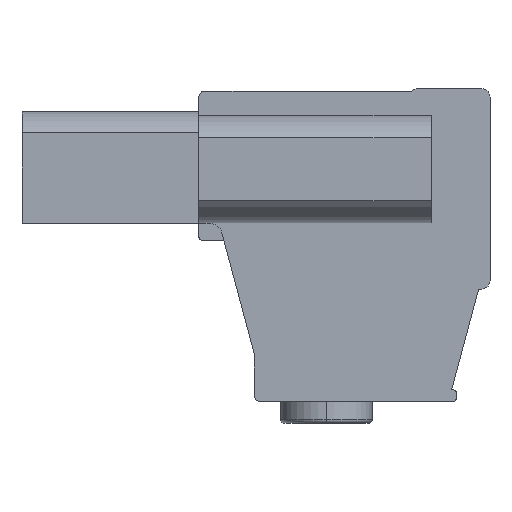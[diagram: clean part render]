
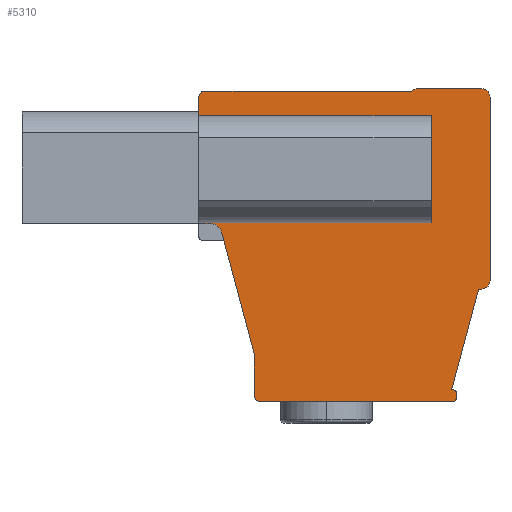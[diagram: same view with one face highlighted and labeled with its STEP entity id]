
A CAD part, front view. The second image highlights one B-rep face of the part: STEP entity #5310.
In plain terms, the highlighted planar face has unit normal (0, -1, 0).
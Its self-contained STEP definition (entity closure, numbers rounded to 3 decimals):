
#433=DIRECTION('',(0.,0.,-1.));
#434=VECTOR('',#433,1.55);
#435=CARTESIAN_POINT('',(0.,-30.32,5.8));
#436=LINE('',#435,#434);
#459=DIRECTION('',(0.,0.,-1.));
#460=VECTOR('',#459,0.05);
#461=CARTESIAN_POINT('',(0.,-30.32,-4.65));
#462=LINE('',#461,#460);
#995=DIRECTION('',(0.,0.,-1.));
#996=VECTOR('',#995,1.);
#997=CARTESIAN_POINT('',(19.3,-30.32,-3.65));
#998=LINE('',#997,#996);
#999=DIRECTION('',(-1.,0.,0.));
#1000=VECTOR('',#999,13.2);
#1001=CARTESIAN_POINT('',(19.3,-30.32,3.25));
#1002=LINE('',#1001,#1000);
#1003=DIRECTION('',(0.,0.,-1.));
#1004=VECTOR('',#1003,1.);
#1005=CARTESIAN_POINT('',(19.3,-30.32,4.25));
#1006=LINE('',#1005,#1004);
#1007=DIRECTION('',(1.,0.,0.));
#1008=VECTOR('',#1007,19.3);
#1009=CARTESIAN_POINT('',(0.,-30.32,4.25));
#1010=LINE('',#1009,#1008);
#1011=CARTESIAN_POINT('',(0.5,-30.32,5.8));
#1012=DIRECTION('',(0.,1.,0.));
#1013=DIRECTION('',(-1.,0.,0.));
#1014=AXIS2_PLACEMENT_3D('',#1011,#1012,#1013);
#1016=DIRECTION('',(1.,0.,0.));
#1017=VECTOR('',#1016,17.204);
#1018=CARTESIAN_POINT('',(0.5,-30.32,6.3));
#1019=LINE('',#1018,#1017);
#1020=DIRECTION('',(0.866,0.,0.5));
#1021=VECTOR('',#1020,0.4);
#1022=CARTESIAN_POINT('',(17.704,-30.32,6.3));
#1023=LINE('',#1022,#1021);
#1024=DIRECTION('',(1.,0.,0.));
#1025=VECTOR('',#1024,5.45);
#1026=CARTESIAN_POINT('',(18.05,-30.32,6.5));
#1027=LINE('',#1026,#1025);
#1028=CARTESIAN_POINT('',(23.5,-30.32,5.8));
#1029=DIRECTION('',(0.,1.,0.));
#1030=DIRECTION('',(0.,0.,1.));
#1031=AXIS2_PLACEMENT_3D('',#1028,#1029,#1030);
#1033=CARTESIAN_POINT('',(23.5,-30.32,-9.45));
#1034=DIRECTION('',(0.,1.,0.));
#1035=DIRECTION('',(1.,0.,0.));
#1036=AXIS2_PLACEMENT_3D('',#1033,#1034,#1035);
#1038=DIRECTION('',(-1.,0.,0.));
#1039=VECTOR('',#1038,0.25);
#1040=CARTESIAN_POINT('',(23.5,-30.32,-10.15));
#1041=LINE('',#1040,#1039);
#1042=DIRECTION('',(-0.259,0.,-0.966));
#1043=VECTOR('',#1042,8.645);
#1044=CARTESIAN_POINT('',(23.25,-30.32,-10.15));
#1045=LINE('',#1044,#1043);
#1046=DIRECTION('',(1.,0.,0.));
#1047=VECTOR('',#1046,0.087);
#1048=CARTESIAN_POINT('',(21.013,-30.32,-18.5));
#1049=LINE('',#1048,#1047);
#1050=CARTESIAN_POINT('',(21.1,-30.32,-18.8));
#1051=DIRECTION('',(0.,1.,0.));
#1052=DIRECTION('',(0.,0.,1.));
#1053=AXIS2_PLACEMENT_3D('',#1050,#1051,#1052);
#1055=DIRECTION('',(0.,0.,-1.));
#1056=VECTOR('',#1055,0.4);
#1057=CARTESIAN_POINT('',(21.4,-30.32,-18.8));
#1058=LINE('',#1057,#1056);
#1059=CARTESIAN_POINT('',(21.1,-30.32,-19.2));
#1060=DIRECTION('',(0.,1.,0.));
#1061=DIRECTION('',(1.,0.,0.));
#1062=AXIS2_PLACEMENT_3D('',#1059,#1060,#1061);
#1064=DIRECTION('',(-1.,0.,0.));
#1065=VECTOR('',#1064,16.);
#1066=CARTESIAN_POINT('',(21.1,-30.32,-19.5));
#1067=LINE('',#1066,#1065);
#1068=CARTESIAN_POINT('',(5.1,-30.32,-19.));
#1069=DIRECTION('',(0.,1.,0.));
#1070=DIRECTION('',(0.,0.,-1.));
#1071=AXIS2_PLACEMENT_3D('',#1068,#1069,#1070);
#1073=DIRECTION('',(0.,0.,1.));
#1074=VECTOR('',#1073,3.478);
#1075=CARTESIAN_POINT('',(4.6,-30.32,-19.));
#1076=LINE('',#1075,#1074);
#1077=DIRECTION('',(-0.259,0.,0.966));
#1078=VECTOR('',#1077,10.436);
#1079=CARTESIAN_POINT('',(4.6,-30.32,-15.522));
#1080=LINE('',#1079,#1078);
#1081=CARTESIAN_POINT('',(0.933,-30.32,-5.7));
#1082=DIRECTION('',(0.,-1.,0.));
#1083=DIRECTION('',(0.966,0.,0.259));
#1084=AXIS2_PLACEMENT_3D('',#1081,#1082,#1083);
#1086=DIRECTION('',(-1.,0.,0.));
#1087=VECTOR('',#1086,0.933);
#1088=CARTESIAN_POINT('',(0.933,-30.32,-4.7));
#1089=LINE('',#1088,#1087);
#1090=DIRECTION('',(1.,0.,0.));
#1091=VECTOR('',#1090,19.3);
#1092=CARTESIAN_POINT('',(0.,-30.32,-4.65));
#1093=LINE('',#1092,#1091);
#1333=DIRECTION('',(-1.,0.,0.));
#1334=VECTOR('',#1333,13.2);
#1335=CARTESIAN_POINT('',(19.3,-30.32,-3.65));
#1336=LINE('',#1335,#1334);
#1358=DIRECTION('',(0.,0.,-1.));
#1359=VECTOR('',#1358,6.9);
#1360=CARTESIAN_POINT('',(6.1,-30.32,3.25));
#1361=LINE('',#1360,#1359);
#1398=DIRECTION('',(0.,0.,1.));
#1399=VECTOR('',#1398,15.25);
#1400=CARTESIAN_POINT('',(24.2,-30.32,-9.45));
#1401=LINE('',#1400,#1399);
#3306=CARTESIAN_POINT('',(24.2,-30.32,-9.45));
#3307=CARTESIAN_POINT('',(23.5,-30.32,-10.15));
#3308=VERTEX_POINT('',#3306);
#3309=VERTEX_POINT('',#3307);
#3310=CARTESIAN_POINT('',(23.25,-30.32,-10.15));
#3311=VERTEX_POINT('',#3310);
#3312=CARTESIAN_POINT('',(21.013,-30.32,-18.5));
#3313=VERTEX_POINT('',#3312);
#3314=CARTESIAN_POINT('',(21.1,-30.32,-18.5));
#3315=VERTEX_POINT('',#3314);
#3316=CARTESIAN_POINT('',(21.4,-30.32,-18.8));
#3317=VERTEX_POINT('',#3316);
#3318=CARTESIAN_POINT('',(21.4,-30.32,-19.2));
#3319=VERTEX_POINT('',#3318);
#3320=CARTESIAN_POINT('',(21.1,-30.32,-19.5));
#3321=VERTEX_POINT('',#3320);
#3322=CARTESIAN_POINT('',(5.1,-30.32,-19.5));
#3323=VERTEX_POINT('',#3322);
#3324=CARTESIAN_POINT('',(4.6,-30.32,-19.));
#3325=VERTEX_POINT('',#3324);
#3326=CARTESIAN_POINT('',(4.6,-30.32,-15.522));
#3327=VERTEX_POINT('',#3326);
#3328=CARTESIAN_POINT('',(1.899,-30.32,-5.441));
#3329=VERTEX_POINT('',#3328);
#3330=CARTESIAN_POINT('',(0.933,-30.32,-4.7));
#3331=VERTEX_POINT('',#3330);
#3332=CARTESIAN_POINT('',(0.,-30.32,5.8));
#3333=CARTESIAN_POINT('',(0.5,-30.32,6.3));
#3334=VERTEX_POINT('',#3332);
#3335=VERTEX_POINT('',#3333);
#3336=CARTESIAN_POINT('',(17.704,-30.32,6.3));
#3337=VERTEX_POINT('',#3336);
#3338=CARTESIAN_POINT('',(18.05,-30.32,6.5));
#3339=VERTEX_POINT('',#3338);
#3340=CARTESIAN_POINT('',(23.5,-30.32,6.5));
#3341=VERTEX_POINT('',#3340);
#3342=CARTESIAN_POINT('',(24.2,-30.32,5.8));
#3343=VERTEX_POINT('',#3342);
#3362=CARTESIAN_POINT('',(0.,-30.32,-4.7));
#3363=VERTEX_POINT('',#3362);
#4110=CARTESIAN_POINT('',(19.3,-30.32,-4.65));
#4111=VERTEX_POINT('',#4110);
#4112=CARTESIAN_POINT('',(19.3,-30.32,4.25));
#4113=VERTEX_POINT('',#4112);
#4114=CARTESIAN_POINT('',(0.,-30.32,-4.65));
#4115=VERTEX_POINT('',#4114);
#4116=CARTESIAN_POINT('',(0.,-30.32,4.25));
#4117=VERTEX_POINT('',#4116);
#4126=CARTESIAN_POINT('',(6.1,-30.32,-3.65));
#4128=VERTEX_POINT('',#4126);
#4132=CARTESIAN_POINT('',(6.1,-30.32,3.25));
#4133=VERTEX_POINT('',#4132);
#4134=CARTESIAN_POINT('',(19.3,-30.32,-3.65));
#4135=VERTEX_POINT('',#4134);
#4140=CARTESIAN_POINT('',(19.3,-30.32,3.25));
#4141=VERTEX_POINT('',#4140);
#5252=CARTESIAN_POINT('',(0.,-30.32,0.));
#5253=DIRECTION('',(0.,1.,0.));
#5254=DIRECTION('',(1.,0.,0.));
#5255=AXIS2_PLACEMENT_3D('',#5252,#5253,#5254);
#5256=PLANE('',#5255);
#5258=ORIENTED_EDGE('',*,*,#5257,.F.);
#5260=ORIENTED_EDGE('',*,*,#5259,.T.);
#5262=ORIENTED_EDGE('',*,*,#5261,.F.);
#5264=ORIENTED_EDGE('',*,*,#5263,.F.);
#5266=ORIENTED_EDGE('',*,*,#5265,.F.);
#5268=ORIENTED_EDGE('',*,*,#5267,.F.);
#5269=ORIENTED_EDGE('',*,*,#4712,.F.);
#5271=ORIENTED_EDGE('',*,*,#5270,.T.);
#5273=ORIENTED_EDGE('',*,*,#5272,.T.);
#5275=ORIENTED_EDGE('',*,*,#5274,.T.);
#5277=ORIENTED_EDGE('',*,*,#5276,.T.);
#5279=ORIENTED_EDGE('',*,*,#5278,.T.);
#5281=ORIENTED_EDGE('',*,*,#5280,.F.);
#5283=ORIENTED_EDGE('',*,*,#5282,.T.);
#5285=ORIENTED_EDGE('',*,*,#5284,.T.);
#5287=ORIENTED_EDGE('',*,*,#5286,.T.);
#5289=ORIENTED_EDGE('',*,*,#5288,.T.);
#5291=ORIENTED_EDGE('',*,*,#5290,.T.);
#5293=ORIENTED_EDGE('',*,*,#5292,.T.);
#5295=ORIENTED_EDGE('',*,*,#5294,.T.);
#5297=ORIENTED_EDGE('',*,*,#5296,.T.);
#5299=ORIENTED_EDGE('',*,*,#5298,.T.);
#5301=ORIENTED_EDGE('',*,*,#5300,.T.);
#5302=ORIENTED_EDGE('',*,*,#5158,.T.);
#5303=ORIENTED_EDGE('',*,*,#5222,.T.);
#5304=ORIENTED_EDGE('',*,*,#5020,.T.);
#5305=ORIENTED_EDGE('',*,*,#4724,.F.);
#5307=ORIENTED_EDGE('',*,*,#5306,.T.);
#5308=EDGE_LOOP('',(#5258,#5260,#5262,#5264,#5266,#5268,#5269,#5271,#5273,#5275,
#5277,#5279,#5281,#5283,#5285,#5287,#5289,#5291,#5293,#5295,#5297,#5299,#5301,
#5302,#5303,#5304,#5305,#5307));
#5309=FACE_OUTER_BOUND('',#5308,.F.);
#1015=CIRCLE('',#1014,0.5);
#1032=CIRCLE('',#1031,0.7);
#1037=CIRCLE('',#1036,0.7);
#1054=CIRCLE('',#1053,0.3);
#1063=CIRCLE('',#1062,0.3);
#1072=CIRCLE('',#1071,0.5);
#1085=CIRCLE('',#1084,1.);
#4712=EDGE_CURVE('',#3334,#4117,#436,.T.);
#4724=EDGE_CURVE('',#4115,#3363,#462,.T.);
#5020=EDGE_CURVE('',#3331,#3363,#1089,.T.);
#5158=EDGE_CURVE('',#3327,#3329,#1080,.T.);
#5222=EDGE_CURVE('',#3329,#3331,#1085,.T.);
#5257=EDGE_CURVE('',#4135,#4111,#998,.T.);
#5259=EDGE_CURVE('',#4135,#4128,#1336,.T.);
#5261=EDGE_CURVE('',#4133,#4128,#1361,.T.);
#5263=EDGE_CURVE('',#4141,#4133,#1002,.T.);
#5265=EDGE_CURVE('',#4113,#4141,#1006,.T.);
#5267=EDGE_CURVE('',#4117,#4113,#1010,.T.);
#5270=EDGE_CURVE('',#3334,#3335,#1015,.T.);
#5272=EDGE_CURVE('',#3335,#3337,#1019,.T.);
#5274=EDGE_CURVE('',#3337,#3339,#1023,.T.);
#5276=EDGE_CURVE('',#3339,#3341,#1027,.T.);
#5278=EDGE_CURVE('',#3341,#3343,#1032,.T.);
#5280=EDGE_CURVE('',#3308,#3343,#1401,.T.);
#5282=EDGE_CURVE('',#3308,#3309,#1037,.T.);
#5284=EDGE_CURVE('',#3309,#3311,#1041,.T.);
#5286=EDGE_CURVE('',#3311,#3313,#1045,.T.);
#5288=EDGE_CURVE('',#3313,#3315,#1049,.T.);
#5290=EDGE_CURVE('',#3315,#3317,#1054,.T.);
#5292=EDGE_CURVE('',#3317,#3319,#1058,.T.);
#5294=EDGE_CURVE('',#3319,#3321,#1063,.T.);
#5296=EDGE_CURVE('',#3321,#3323,#1067,.T.);
#5298=EDGE_CURVE('',#3323,#3325,#1072,.T.);
#5300=EDGE_CURVE('',#3325,#3327,#1076,.T.);
#5306=EDGE_CURVE('',#4115,#4111,#1093,.T.);
#5310=ADVANCED_FACE('',(#5309),#5256,.F.);
